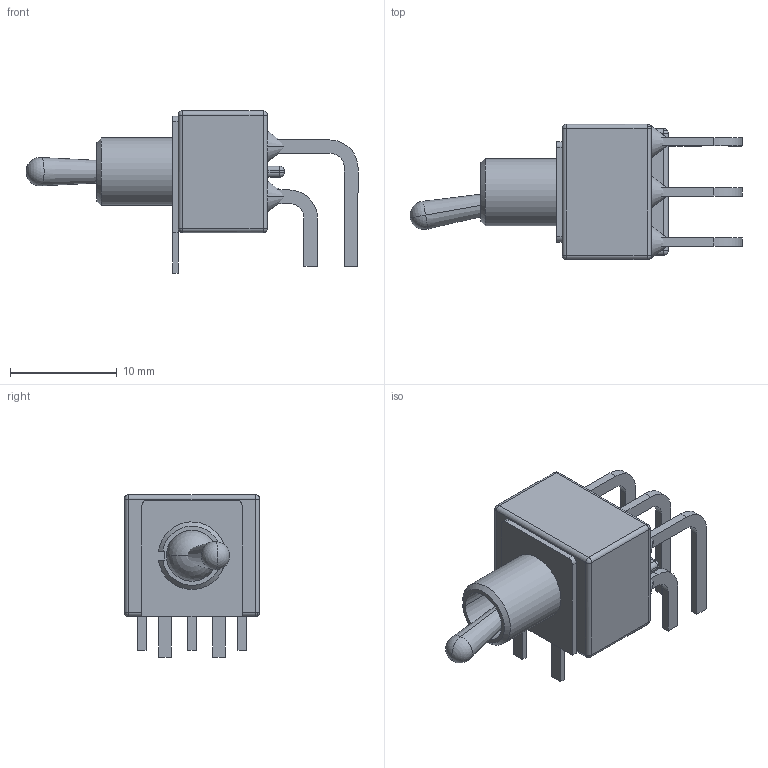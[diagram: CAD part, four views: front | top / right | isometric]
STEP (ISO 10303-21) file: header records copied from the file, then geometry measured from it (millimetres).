
FILE_DESCRIPTION((''),'2;1');
FILE_NAME('SW_TYCO_2-1825139-8.stp','2013-07-11T10:21:13',(''),(''),'Mechanical Desktop 2011','Mechanical Desktop 2011',', , ');
FILE_SCHEMA(('AUTOMOTIVE_DESIGN { 1 2 10303 214 1 1 1 1 }'));
Length unit declared in the file: millimetre
Products named in the file (1): Product
Bounding box: 31.18 x 12.7 x 15.24 mm (x, y, z)
Volume: 1564.3 mm3; surface area: 1876.1 mm2
Topology: 20 solids, 20 shells, 162 faces, 363 edges, 219 vertices
Faces by surface type: plane 85, cylinder 37, sphere 19, cone 15, bspline 6
Entity records: 4351 total; most frequent: DIRECTION 764, CARTESIAN_POINT 745, ORIENTED_EDGE 682, EDGE_CURVE 341, AXIS2_PLACEMENT_3D 268, VECTOR 228, LINE 228, VERTEX_POINT 219
